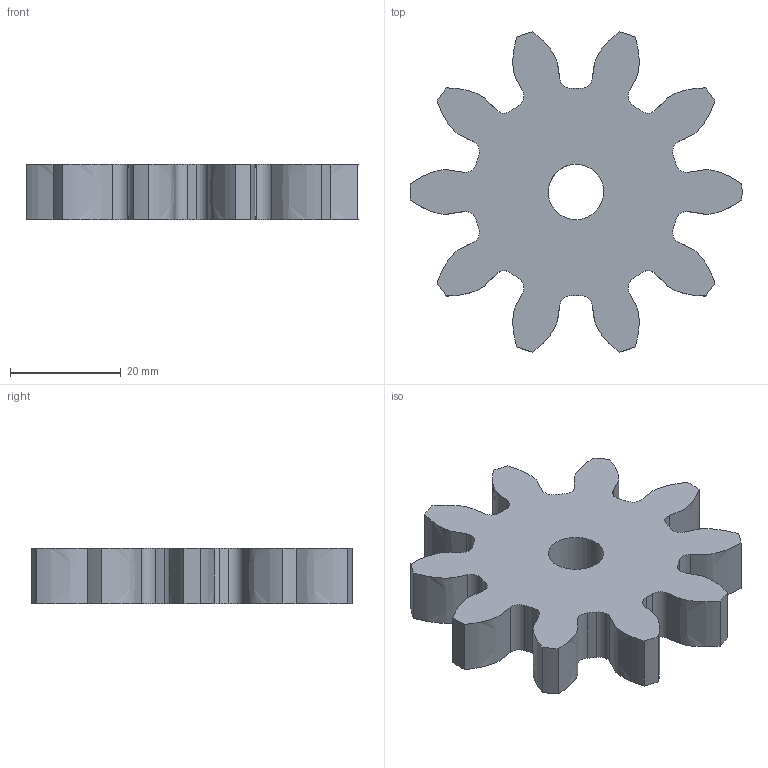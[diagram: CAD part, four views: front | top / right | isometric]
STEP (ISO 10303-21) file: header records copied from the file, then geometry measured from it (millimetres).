
FILE_DESCRIPTION(/* description */ ('STEP AP242','CAx-IF Rec.Pracs.---Representation and Presentation of Product Manufacturing Information (PMI)---4.0---2014-10-13','CAx-IF Rec.Pracs.---3D Tessellated Geometry---0.4---2014-09-14','2;1','CAx-IF Rec.Pracs.---User Defined Attributes---1.5---2016-08-15'),/* implementation_level */ '2;1');
FILE_NAME(/* name */ '691578a4af4a1968b48c0b3a',/* time_stamp */ '2025-11-13T06:20:21Z',/* author */ (''),/* organization */ (''),/* preprocessor_version */ 'ST-DEVELOPER v20',/* originating_system */ 'ONSHAPE BY PTC INC, 1.206',/* authorisation */ ' ');
FILE_SCHEMA (('AP242_MANAGED_MODEL_BASED_3D_ENGINEERING_MIM_LF { 1 0 10303 442 1 1 4 }'));
Length unit declared in the file: metre
Products named in the file (1): Pinion-Pan
Bounding box: 59.99 x 57.9 x 10 mm (x, y, z)
Volume: 17987.1 mm3; surface area: 7012.8 mm2
Topology: 1 solids, 1 shells, 63 faces, 183 edges, 122 vertices
Faces by surface type: cylinder 41, bspline 20, plane 2
Full cylindrical faces by diameter (mm): 10 x1
Entity records: 4420 total; most frequent: CARTESIAN_POINT 2788, ORIENTED_EDGE 364, DIRECTION 312, EDGE_CURVE 182, AXIS2_PLACEMENT_3D 126, VERTEX_POINT 122, CIRCLE 82, EDGE_LOOP 66
